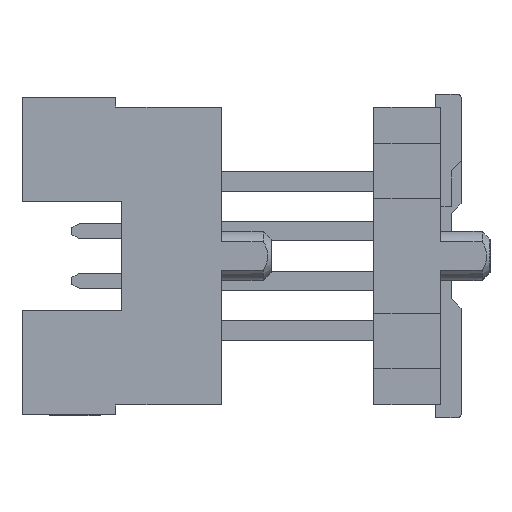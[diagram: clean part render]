
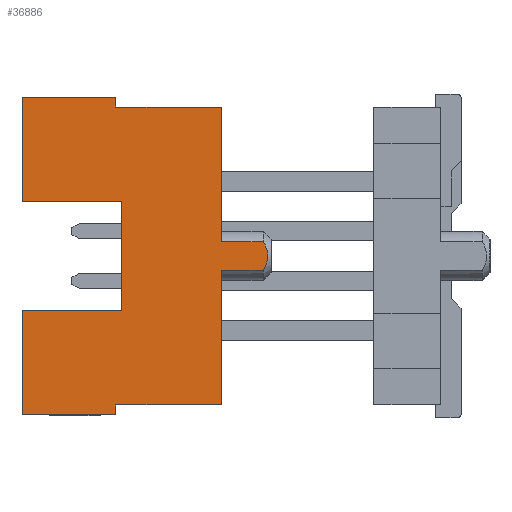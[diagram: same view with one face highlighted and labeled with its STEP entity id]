
A CAD part, left-side view. The second image highlights one B-rep face of the part: STEP entity #36886.
In plain terms, the highlighted planar face has unit normal (-1, 0, 0).
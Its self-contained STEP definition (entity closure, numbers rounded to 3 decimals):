
#199=DIRECTION('',(0.,-1.,0.));
#200=VECTOR('',#199,2.7);
#201=CARTESIAN_POINT('',(-10.795,2.7,-3.81));
#202=LINE('',#201,#200);
#322=DIRECTION('',(0.,1.,0.));
#323=VECTOR('',#322,2.7);
#324=CARTESIAN_POINT('',(-10.795,0.,3.81));
#325=LINE('',#324,#323);
#334=DIRECTION('',(0.,0.,1.));
#335=VECTOR('',#334,0.255);
#336=CARTESIAN_POINT('',(-10.795,2.7,3.81));
#337=LINE('',#336,#335);
#350=DIRECTION('',(0.,-1.,0.));
#351=VECTOR('',#350,2.4);
#352=CARTESIAN_POINT('',(-10.795,5.1,4.065));
#353=LINE('',#352,#351);
#370=DIRECTION('',(0.,0.,1.));
#371=VECTOR('',#370,3.44);
#372=CARTESIAN_POINT('',(-10.795,0.,-3.81));
#373=LINE('',#372,#371);
#374=DIRECTION('',(0.,0.,-1.));
#375=VECTOR('',#374,2.67);
#376=CARTESIAN_POINT('',(-10.795,5.1,-1.395));
#377=LINE('',#376,#375);
#378=DIRECTION('',(0.,-1.,0.));
#379=VECTOR('',#378,2.54);
#380=CARTESIAN_POINT('',(-10.795,5.1,1.395));
#381=LINE('',#380,#379);
#382=DIRECTION('',(0.,0.,-1.));
#383=VECTOR('',#382,2.67);
#384=CARTESIAN_POINT('',(-10.795,5.1,4.065));
#385=LINE('',#384,#383);
#386=DIRECTION('',(0.,0.,1.));
#387=VECTOR('',#386,3.44);
#388=CARTESIAN_POINT('',(-10.795,0.,0.37));
#389=LINE('',#388,#387);
#408=DIRECTION('',(0.,1.,0.));
#409=VECTOR('',#408,1.07);
#410=CARTESIAN_POINT('',(-10.795,-1.07,
0.37));
#411=LINE('',#410,#409);
#412=DIRECTION('',(0.,-1.,0.));
#413=VECTOR('',#412,1.07);
#414=CARTESIAN_POINT('',(-10.795,0.,-0.37));
#415=LINE('',#414,#413);
#428=CARTESIAN_POINT('',(-10.795,-1.07,
-0.37));
#429=CARTESIAN_POINT('',(-10.795,-1.084,
-0.345));
#430=CARTESIAN_POINT('',(-10.795,-1.11,
-0.298));
#431=CARTESIAN_POINT('',(-10.795,-1.14,
-0.233));
#432=CARTESIAN_POINT('',(-10.795,-1.163,
-0.172));
#433=CARTESIAN_POINT('',(-10.795,-1.179,
-0.114));
#434=CARTESIAN_POINT('',(-10.795,-1.188,
-0.056));
#435=CARTESIAN_POINT('',(-10.795,-1.191,
0.));
#436=CARTESIAN_POINT('',(-10.795,-1.188,
0.056));
#437=CARTESIAN_POINT('',(-10.795,-1.179,
0.114));
#438=CARTESIAN_POINT('',(-10.795,-1.163,
0.172));
#439=CARTESIAN_POINT('',(-10.795,-1.14,
0.233));
#440=CARTESIAN_POINT('',(-10.795,-1.11,
0.298));
#441=CARTESIAN_POINT('',(-10.795,-1.084,
0.345));
#442=CARTESIAN_POINT('',(-10.795,-1.07,
0.37));
#477=DIRECTION('',(0.,0.,1.));
#478=VECTOR('',#477,0.255);
#479=CARTESIAN_POINT('',(-10.795,2.7,-4.065));
#480=LINE('',#479,#478);
#489=DIRECTION('',(0.,1.,0.));
#490=VECTOR('',#489,2.4);
#491=CARTESIAN_POINT('',(-10.795,2.7,-4.065));
#492=LINE('',#491,#490);
#789=DIRECTION('',(0.,1.,0.));
#790=VECTOR('',#789,2.54);
#791=CARTESIAN_POINT('',(-10.795,2.56,-1.395));
#792=LINE('',#791,#790);
#817=DIRECTION('',(0.,0.,-1.));
#818=VECTOR('',#817,2.79);
#819=CARTESIAN_POINT('',(-10.795,2.56,1.395));
#820=LINE('',#819,#818);
#32592=CARTESIAN_POINT('',(-10.795,0.,3.81));
#32593=VERTEX_POINT('',#32592);
#32594=CARTESIAN_POINT('',(-10.795,0.,0.37));
#32595=VERTEX_POINT('',#32594);
#32596=CARTESIAN_POINT('',(-10.795,0.,-0.37));
#32597=VERTEX_POINT('',#32596);
#32598=CARTESIAN_POINT('',(-10.795,0.,-3.81));
#32599=VERTEX_POINT('',#32598);
#33122=CARTESIAN_POINT('',(-10.795,5.1,4.065));
#33123=VERTEX_POINT('',#33122);
#33124=CARTESIAN_POINT('',(-10.795,5.1,1.395));
#33125=VERTEX_POINT('',#33124);
#33128=CARTESIAN_POINT('',(-10.795,5.1,-1.395));
#33129=VERTEX_POINT('',#33128);
#33130=CARTESIAN_POINT('',(-10.795,5.1,-4.065));
#33131=VERTEX_POINT('',#33130);
#33144=CARTESIAN_POINT('',(-10.795,2.56,1.395));
#33145=VERTEX_POINT('',#33144);
#33146=CARTESIAN_POINT('',(-10.795,-1.07,
0.37));
#33147=VERTEX_POINT('',#33146);
#33148=VERTEX_POINT('',#428);
#33149=CARTESIAN_POINT('',(-10.795,2.7,-3.81));
#33150=VERTEX_POINT('',#33149);
#33151=CARTESIAN_POINT('',(-10.795,2.7,-4.065));
#33152=VERTEX_POINT('',#33151);
#33153=CARTESIAN_POINT('',(-10.795,2.56,-1.395));
#33154=VERTEX_POINT('',#33153);
#33155=CARTESIAN_POINT('',(-10.795,2.7,4.065));
#33156=VERTEX_POINT('',#33155);
#33157=CARTESIAN_POINT('',(-10.795,2.7,3.81));
#33158=VERTEX_POINT('',#33157);
#36855=CARTESIAN_POINT('',(-10.795,1.954,0.));
#36856=DIRECTION('',(1.,0.,0.));
#36857=DIRECTION('',(0.,0.,1.));
#36858=AXIS2_PLACEMENT_3D('',#36855,#36856,#36857);
#36859=PLANE('',#36858);
#36861=ORIENTED_EDGE('',*,*,#36860,.F.);
#36863=ORIENTED_EDGE('',*,*,#36862,.F.);
#36865=ORIENTED_EDGE('',*,*,#36864,.F.);
#36866=ORIENTED_EDGE('',*,*,#36078,.F.);
#36867=ORIENTED_EDGE('',*,*,#36651,.F.);
#36869=ORIENTED_EDGE('',*,*,#36868,.F.);
#36871=ORIENTED_EDGE('',*,*,#36870,.T.);
#36873=ORIENTED_EDGE('',*,*,#36872,.F.);
#36875=ORIENTED_EDGE('',*,*,#36874,.F.);
#36877=ORIENTED_EDGE('',*,*,#36876,.F.);
#36878=ORIENTED_EDGE('',*,*,#36846,.F.);
#36879=ORIENTED_EDGE('',*,*,#36817,.F.);
#36880=ORIENTED_EDGE('',*,*,#36797,.T.);
#36881=ORIENTED_EDGE('',*,*,#36783,.F.);
#36882=ORIENTED_EDGE('',*,*,#36769,.F.);
#36883=ORIENTED_EDGE('',*,*,#36082,.F.);
#36884=EDGE_LOOP('',(#36861,#36863,#36865,#36866,#36867,#36869,#36871,#36873,
#36875,#36877,#36878,#36879,#36880,#36881,#36882,#36883));
#36885=FACE_OUTER_BOUND('',#36884,.F.);
#36886=ADVANCED_FACE('',(#36885),#36859,.F.);
#443=B_SPLINE_CURVE_WITH_KNOTS('',3,(#428,#429,#430,#431,#432,#433,#434,#435,
#436,#437,#438,#439,#440,#441,#442),.UNSPECIFIED.,.F.,.F.,(4,1,1,1,1,1,1,1,1,1,
1,1,4),(0.,0.083,0.167,0.25,0.333,
0.417,0.5,0.583,0.667,0.75,
0.833,0.917,1.),.UNSPECIFIED.);
#36078=EDGE_CURVE('',#32599,#32597,#373,.T.);
#36082=EDGE_CURVE('',#32595,#32593,#389,.T.);
#36651=EDGE_CURVE('',#33150,#32599,#202,.T.);
#36769=EDGE_CURVE('',#32593,#33158,#325,.T.);
#36783=EDGE_CURVE('',#33158,#33156,#337,.T.);
#36797=EDGE_CURVE('',#33123,#33156,#353,.T.);
#36817=EDGE_CURVE('',#33123,#33125,#385,.T.);
#36846=EDGE_CURVE('',#33125,#33145,#381,.T.);
#36860=EDGE_CURVE('',#33147,#32595,#411,.T.);
#36862=EDGE_CURVE('',#33148,#33147,#443,.T.);
#36864=EDGE_CURVE('',#32597,#33148,#415,.T.);
#36868=EDGE_CURVE('',#33152,#33150,#480,.T.);
#36870=EDGE_CURVE('',#33152,#33131,#492,.T.);
#36872=EDGE_CURVE('',#33129,#33131,#377,.T.);
#36874=EDGE_CURVE('',#33154,#33129,#792,.T.);
#36876=EDGE_CURVE('',#33145,#33154,#820,.T.);
